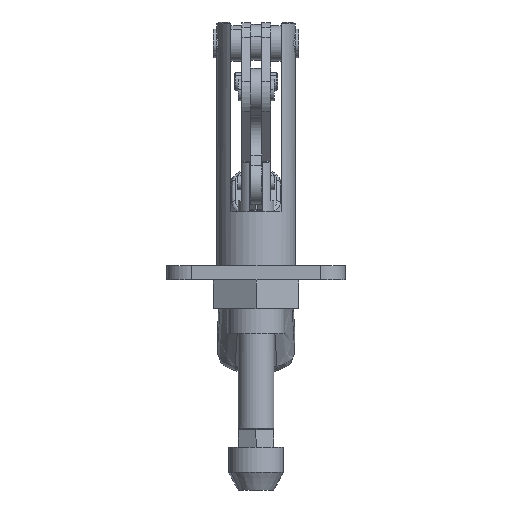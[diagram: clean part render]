
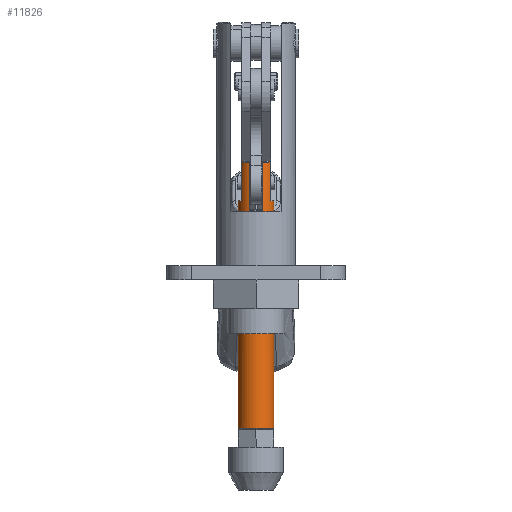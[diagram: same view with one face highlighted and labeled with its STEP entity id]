
A CAD part, front view. The second image highlights one B-rep face of the part: STEP entity #11826.
In plain terms, the highlighted cylindrical face has radius 5 mm (diameter 10 mm), a partial arc.
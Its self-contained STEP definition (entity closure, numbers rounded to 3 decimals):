
#270 = CARTESIAN_POINT ( 'NONE',  ( 0., 0., 61. ) ) ;
#333 = CARTESIAN_POINT ( 'NONE',  ( -1.7, -4.702, 61. ) ) ;
#376 = DIRECTION ( 'NONE',  ( 0., 0., -1. ) ) ;
#467 = CARTESIAN_POINT ( 'NONE',  ( -5., 0., 75. ) ) ;
#532 = DIRECTION ( 'NONE',  ( 0., 0., 1. ) ) ;
#763 = DIRECTION ( 'NONE',  ( -1., 0., 0. ) ) ;
#835 = CARTESIAN_POINT ( 'NONE',  ( 0., 0., 64. ) ) ;
#1096 = ORIENTED_EDGE ( 'NONE', *, *, #8719, .T. ) ;
#1266 = VERTEX_POINT ( 'NONE', #10102 ) ;
#1583 = CIRCLE ( 'NONE', #11288, 5. ) ;
#1724 = VERTEX_POINT ( 'NONE', #16861 ) ;
#1946 = DIRECTION ( 'NONE',  ( 0., 0., 1. ) ) ;
#1959 = EDGE_CURVE ( 'NONE', #13722, #9652, #16014, .T. ) ;
#2054 = CARTESIAN_POINT ( 'NONE',  ( -1.7, -4.702, 74.7 ) ) ;
#2213 = DIRECTION ( 'NONE',  ( -1., 0., 0. ) ) ;
#2255 = EDGE_CURVE ( 'NONE', #9369, #6762, #1583, .T. ) ;
#2600 = CIRCLE ( 'NONE', #4162, 5. ) ;
#2622 = DIRECTION ( 'NONE',  ( 0., 0., -1. ) ) ;
#2768 = EDGE_CURVE ( 'NONE', #10027, #15388, #17509, .T. ) ;
#2837 = ORIENTED_EDGE ( 'NONE', *, *, #2255, .T. ) ;
#2891 = ORIENTED_EDGE ( 'NONE', *, *, #2768, .T. ) ;
#2900 = ORIENTED_EDGE ( 'NONE', *, *, #5122, .F. ) ;
#3842 = EDGE_CURVE ( 'NONE', #1724, #17165, #2600, .T. ) ;
#3917 = CARTESIAN_POINT ( 'NONE',  ( 4.1, -2.862, 74.7 ) ) ;
#4042 = DIRECTION ( 'NONE',  ( -1., 0., 0. ) ) ;
#4162 = AXIS2_PLACEMENT_3D ( 'NONE', #835, #9248, #11801 ) ;
#4405 = VERTEX_POINT ( 'NONE', #10576 ) ;
#4424 = ORIENTED_EDGE ( 'NONE', *, *, #1959, .F. ) ;
#4739 = DIRECTION ( 'NONE',  ( -1., 0., 0. ) ) ;
#4805 = AXIS2_PLACEMENT_3D ( 'NONE', #270, #16837, #12780 ) ;
#4956 = EDGE_CURVE ( 'NONE', #6762, #1724, #12896, .T. ) ;
#5117 = CIRCLE ( 'NONE', #8833, 5. ) ;
#5122 = EDGE_CURVE ( 'NONE', #10027, #10293, #9194, .T. ) ;
#5261 = AXIS2_PLACEMENT_3D ( 'NONE', #9015, #11621, #2213 ) ;
#5468 = CARTESIAN_POINT ( 'NONE',  ( 1.7, -4.702, 61. ) ) ;
#5963 = VECTOR ( 'NONE', #2622, 1000. ) ;
#6133 = CARTESIAN_POINT ( 'NONE',  ( 4.1, -2.862, 64. ) ) ;
#6439 = ORIENTED_EDGE ( 'NONE', *, *, #3842, .T. ) ;
#6762 = VERTEX_POINT ( 'NONE', #11294 ) ;
#6874 = CYLINDRICAL_SURFACE ( 'NONE', #8206, 5. ) ;
#6946 = ORIENTED_EDGE ( 'NONE', *, *, #4956, .T. ) ;
#7204 = CARTESIAN_POINT ( 'NONE',  ( 0., 0., 74.7 ) ) ;
#7426 = CARTESIAN_POINT ( 'NONE',  ( 4.1, -2.862, 64. ) ) ;
#7614 = DIRECTION ( 'NONE',  ( 0., 0., -1. ) ) ;
#7664 = DIRECTION ( 'NONE',  ( 0., 0., -1. ) ) ;
#8091 = CARTESIAN_POINT ( 'NONE',  ( 5., 0., 75. ) ) ;
#8198 = CARTESIAN_POINT ( 'NONE',  ( 1.7, -4.702, 61. ) ) ;
#8206 = AXIS2_PLACEMENT_3D ( 'NONE', #10212, #7614, #763 ) ;
#8410 = LINE ( 'NONE', #333, #8836 ) ;
#8719 = EDGE_CURVE ( 'NONE', #15388, #12391, #12524, .T. ) ;
#8833 = AXIS2_PLACEMENT_3D ( 'NONE', #7204, #376, #4739 ) ;
#8836 = VECTOR ( 'NONE', #1946, 1000. ) ;
#8981 = ORIENTED_EDGE ( 'NONE', *, *, #10100, .T. ) ;
#9015 = CARTESIAN_POINT ( 'NONE',  ( 0., 0., 64. ) ) ;
#9194 = LINE ( 'NONE', #8091, #5963 ) ;
#9248 = DIRECTION ( 'NONE',  ( 0., 0., -1. ) ) ;
#9369 = VERTEX_POINT ( 'NONE', #2054 ) ;
#9646 = LINE ( 'NONE', #5468, #11162 ) ;
#9652 = VERTEX_POINT ( 'NONE', #8198 ) ;
#9768 = CARTESIAN_POINT ( 'NONE',  ( -1.7, -4.702, 61. ) ) ;
#9879 = CARTESIAN_POINT ( 'NONE',  ( 5., 0., 64. ) ) ;
#10027 = VERTEX_POINT ( 'NONE', #9879 ) ;
#10100 = EDGE_CURVE ( 'NONE', #12391, #1266, #5117, .T. ) ;
#10102 = CARTESIAN_POINT ( 'NONE',  ( 1.7, -4.702, 74.7 ) ) ;
#10212 = CARTESIAN_POINT ( 'NONE',  ( 0., 0., 75. ) ) ;
#10293 = VERTEX_POINT ( 'NONE', #16932 ) ;
#10531 = CARTESIAN_POINT ( 'NONE',  ( 0., 0., 74.7 ) ) ;
#10576 = CARTESIAN_POINT ( 'NONE',  ( -5., 0., 0.5 ) ) ;
#10613 = CARTESIAN_POINT ( 'NONE',  ( -4.1, -2.862, 64. ) ) ;
#11020 = DIRECTION ( 'NONE',  ( 0., 0., -1. ) ) ;
#11162 = VECTOR ( 'NONE', #11020, 1000. ) ;
#11177 = VECTOR ( 'NONE', #13270, 1000. ) ;
#11288 = AXIS2_PLACEMENT_3D ( 'NONE', #10531, #13596, #4042 ) ;
#11294 = CARTESIAN_POINT ( 'NONE',  ( -4.1, -2.862, 74.7 ) ) ;
#11621 = DIRECTION ( 'NONE',  ( 0., 0., -1. ) ) ;
#11640 = VECTOR ( 'NONE', #532, 1000. ) ;
#11801 = DIRECTION ( 'NONE',  ( -1., 0., 0. ) ) ;
#11826 = ADVANCED_FACE ( 'NONE', ( #17458 ), #6874, .T. ) ;
#11896 = EDGE_CURVE ( 'NONE', #4405, #10293, #13129, .T. ) ;
#12391 = VERTEX_POINT ( 'NONE', #3917 ) ;
#12422 = EDGE_CURVE ( 'NONE', #1266, #9652, #9646, .T. ) ;
#12524 = LINE ( 'NONE', #7426, #11640 ) ;
#12780 = DIRECTION ( 'NONE',  ( -1., 0., 0. ) ) ;
#12896 = LINE ( 'NONE', #10613, #11177 ) ;
#13089 = ORIENTED_EDGE ( 'NONE', *, *, #11896, .T. ) ;
#13129 = CIRCLE ( 'NONE', #15254, 5. ) ;
#13270 = DIRECTION ( 'NONE',  ( 0., 0., -1. ) ) ;
#13285 = EDGE_LOOP ( 'NONE', ( #2900, #2891, #1096, #8981, #17414, #4424, #17775, #2837, #6946, #6439, #16570, #13089 ) ) ;
#13596 = DIRECTION ( 'NONE',  ( 0., 0., -1. ) ) ;
#13722 = VERTEX_POINT ( 'NONE', #9768 ) ;
#14722 = VECTOR ( 'NONE', #7664, 1000. ) ;
#14810 = EDGE_CURVE ( 'NONE', #17165, #4405, #15827, .T. ) ;
#14831 = DIRECTION ( 'NONE',  ( -1., 0., 0. ) ) ;
#15254 = AXIS2_PLACEMENT_3D ( 'NONE', #17632, #17803, #14831 ) ;
#15325 = CARTESIAN_POINT ( 'NONE',  ( -5., 0., 64. ) ) ;
#15388 = VERTEX_POINT ( 'NONE', #6133 ) ;
#15744 = EDGE_CURVE ( 'NONE', #13722, #9369, #8410, .T. ) ;
#15827 = LINE ( 'NONE', #467, #14722 ) ;
#16014 = CIRCLE ( 'NONE', #4805, 5. ) ;
#16570 = ORIENTED_EDGE ( 'NONE', *, *, #14810, .T. ) ;
#16837 = DIRECTION ( 'NONE',  ( 0., 0., 1. ) ) ;
#16861 = CARTESIAN_POINT ( 'NONE',  ( -4.1, -2.862, 64. ) ) ;
#16932 = CARTESIAN_POINT ( 'NONE',  ( 5., 0., 0.5 ) ) ;
#17165 = VERTEX_POINT ( 'NONE', #15325 ) ;
#17414 = ORIENTED_EDGE ( 'NONE', *, *, #12422, .T. ) ;
#17458 = FACE_OUTER_BOUND ( 'NONE', #13285, .T. ) ;
#17509 = CIRCLE ( 'NONE', #5261, 5. ) ;
#17632 = CARTESIAN_POINT ( 'NONE',  ( 0., 0., 0.5 ) ) ;
#17775 = ORIENTED_EDGE ( 'NONE', *, *, #15744, .T. ) ;
#17803 = DIRECTION ( 'NONE',  ( 0., 0., 1. ) ) ;
